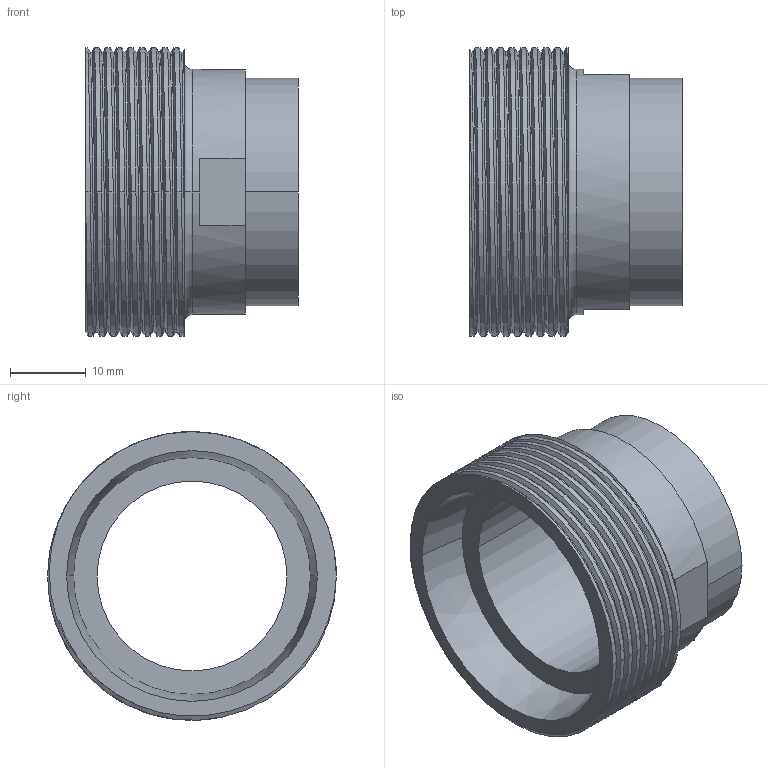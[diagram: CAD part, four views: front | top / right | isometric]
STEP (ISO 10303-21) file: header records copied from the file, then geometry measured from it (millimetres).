
FILE_DESCRIPTION (( 'STEP AP203' ), '1' );
FILE_NAME ('3D_R131-SG_30-25_17102960.STEP', '2024-08-15T10:48:27', ( '' ), ( '' ), 'SwSTEP 2.0', 'SolidWorks 2024', '' );
FILE_SCHEMA (( 'CONFIG_CONTROL_DESIGN' ));
Length unit declared in the file: millimetre
Products named in the file (1): 3D_R131-SG_30-25_17102960
Bounding box: 28 x 38 x 38 mm (x, y, z)
Volume: 10082.5 mm3; surface area: 7095.2 mm2
Topology: 1 solids, 1 shells, 41 faces, 105 edges, 69 vertices
Faces by surface type: cylinder 25, plane 9, bspline 3, torus 2, cone 2
Entity records: 2820 total; most frequent: CARTESIAN_POINT 1851, ORIENTED_EDGE 210, DIRECTION 166, EDGE_CURVE 105, VERTEX_POINT 69, AXIS2_PLACEMENT_3D 66, EDGE_LOOP 46, ADVANCED_FACE 41
